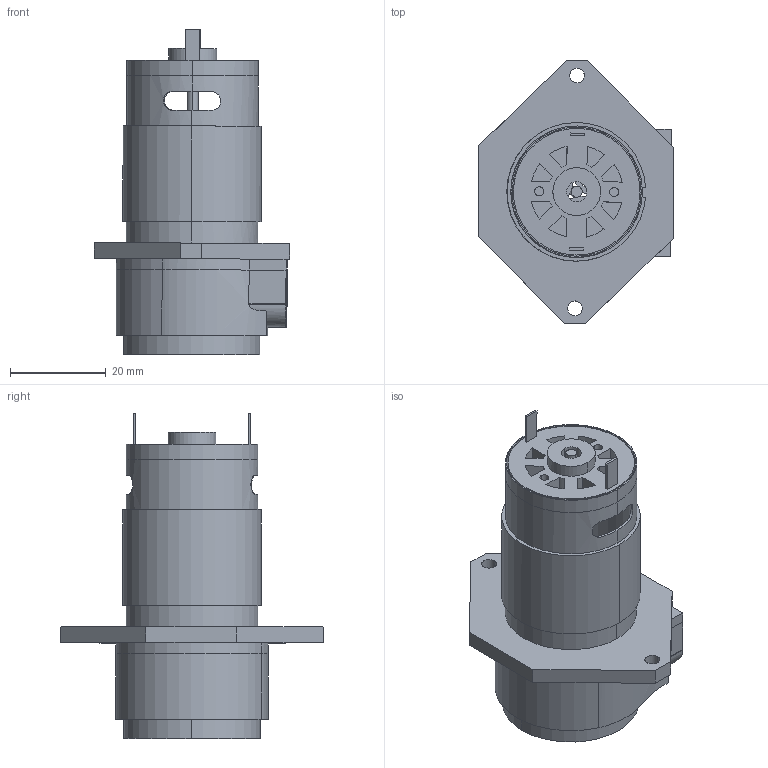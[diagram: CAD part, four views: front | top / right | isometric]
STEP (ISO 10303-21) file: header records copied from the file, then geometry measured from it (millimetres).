
FILE_DESCRIPTION (( 'STEP AP214' ), '1' );
FILE_NAME ('蠕动泵.STEP', '2019-11-23T13:17:46', ( '' ), ( '' ), 'SwSTEP 2.0', 'SolidWorks 2019', '' );
FILE_SCHEMA (( 'AUTOMOTIVE_DESIGN' ));
Length unit declared in the file: millimetre
Products named in the file (7): 蠕动泵; 蛌雄す怢; 鎮湛孺桯釱; 掙裔; 蛌粣; 掙褲; 鎮湛
Assembly tree (8 placements, depth 2):
  蠕动泵
    蛌雄す怢
    蛌粣  x3
    掙褲
    鎮湛
    鎮湛孺桯釱
    掙裔
Bounding box: 40.98 x 55.04 x 68.06 mm (x, y, z)
Volume: 19571.6 mm3; surface area: 26146.9 mm2
Topology: 13 solids, 13 shells, 313 faces, 846 edges, 562 vertices
Faces by surface type: plane 167, cylinder 132, cone 6, bspline 6, torus 2
Entity records: 9951 total; most frequent: CARTESIAN_POINT 2161, DIRECTION 1442, ORIENTED_EDGE 1356, EDGE_CURVE 678, AXIS2_PLACEMENT_3D 534, VERTEX_POINT 450, VECTOR 374, LINE 374
